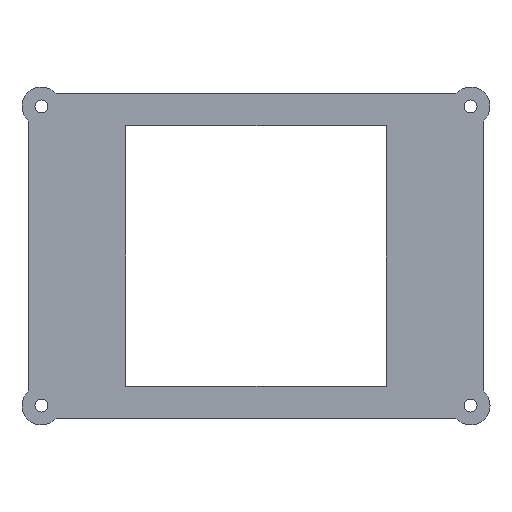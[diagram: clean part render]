
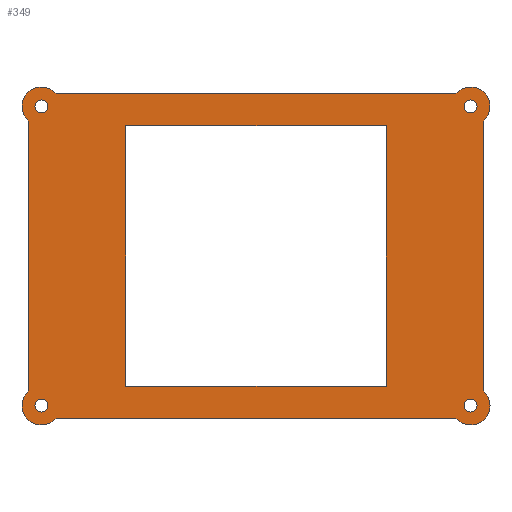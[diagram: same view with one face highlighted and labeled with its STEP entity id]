
A CAD part, front view. The second image highlights one B-rep face of the part: STEP entity #349.
In plain terms, the highlighted planar face has unit normal (0, -1, 0).
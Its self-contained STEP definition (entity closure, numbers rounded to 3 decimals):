
#19=FACE_BOUND('',#92,.T.);
#20=FACE_BOUND('',#93,.T.);
#21=FACE_BOUND('',#94,.T.);
#22=FACE_BOUND('',#95,.T.);
#23=FACE_BOUND('',#96,.T.);
#30=CIRCLE('',#359,1.);
#32=CIRCLE('',#362,1.);
#34=CIRCLE('',#365,1.);
#36=CIRCLE('',#368,1.);
#37=CIRCLE('',#370,3.);
#39=CIRCLE('',#374,3.);
#41=CIRCLE('',#378,3.);
#43=CIRCLE('',#382,3.);
#69=FACE_OUTER_BOUND('',#91,.T.);
#91=EDGE_LOOP('',(#291,#292,#293,#294,#295,#296,#297,#298));
#92=EDGE_LOOP('',(#299,#300,#301,#302));
#93=EDGE_LOOP('',(#303));
#94=EDGE_LOOP('',(#304));
#95=EDGE_LOOP('',(#305));
#96=EDGE_LOOP('',(#306));
#103=LINE('',#489,#131);
#107=LINE('',#497,#135);
#110=LINE('',#503,#138);
#113=LINE('',#508,#141);
#117=LINE('',#541,#145);
#121=LINE('',#553,#149);
#125=LINE('',#565,#153);
#129=LINE('',#576,#157);
#131=VECTOR('',#391,40.);
#135=VECTOR('',#397,40.);
#138=VECTOR('',#402,40.);
#141=VECTOR('',#407,40.);
#145=VECTOR('',#443,61.528);
#149=VECTOR('',#455,41.528);
#153=VECTOR('',#467,61.528);
#157=VECTOR('',#479,41.528);
#159=VERTEX_POINT('',#487);
#160=VERTEX_POINT('',#488);
#163=VERTEX_POINT('',#496);
#165=VERTEX_POINT('',#502);
#168=VERTEX_POINT('',#513);
#170=VERTEX_POINT('',#518);
#172=VERTEX_POINT('',#523);
#174=VERTEX_POINT('',#528);
#175=VERTEX_POINT('',#531);
#176=VERTEX_POINT('',#532);
#179=VERTEX_POINT('',#540);
#181=VERTEX_POINT('',#546);
#183=VERTEX_POINT('',#552);
#185=VERTEX_POINT('',#558);
#187=VERTEX_POINT('',#564);
#189=VERTEX_POINT('',#570);
#191=EDGE_CURVE('',#159,#160,#103,.T.);
#195=EDGE_CURVE('',#163,#159,#107,.T.);
#198=EDGE_CURVE('',#165,#163,#110,.T.);
#201=EDGE_CURVE('',#160,#165,#113,.T.);
#204=EDGE_CURVE('',#168,#168,#30,.T.);
#206=EDGE_CURVE('',#170,#170,#32,.T.);
#208=EDGE_CURVE('',#172,#172,#34,.T.);
#210=EDGE_CURVE('',#174,#174,#36,.T.);
#211=EDGE_CURVE('',#175,#176,#37,.T.);
#215=EDGE_CURVE('',#176,#179,#117,.T.);
#218=EDGE_CURVE('',#179,#181,#39,.T.);
#221=EDGE_CURVE('',#181,#183,#121,.T.);
#224=EDGE_CURVE('',#183,#185,#41,.T.);
#227=EDGE_CURVE('',#185,#187,#125,.T.);
#230=EDGE_CURVE('',#187,#189,#43,.T.);
#233=EDGE_CURVE('',#189,#175,#129,.T.);
#291=ORIENTED_EDGE('',*,*,#233,.T.);
#292=ORIENTED_EDGE('',*,*,#211,.T.);
#293=ORIENTED_EDGE('',*,*,#215,.T.);
#294=ORIENTED_EDGE('',*,*,#218,.T.);
#295=ORIENTED_EDGE('',*,*,#221,.T.);
#296=ORIENTED_EDGE('',*,*,#224,.T.);
#297=ORIENTED_EDGE('',*,*,#227,.T.);
#298=ORIENTED_EDGE('',*,*,#230,.T.);
#299=ORIENTED_EDGE('',*,*,#191,.T.);
#300=ORIENTED_EDGE('',*,*,#201,.T.);
#301=ORIENTED_EDGE('',*,*,#198,.T.);
#302=ORIENTED_EDGE('',*,*,#195,.T.);
#303=ORIENTED_EDGE('',*,*,#204,.T.);
#304=ORIENTED_EDGE('',*,*,#206,.T.);
#305=ORIENTED_EDGE('',*,*,#208,.T.);
#306=ORIENTED_EDGE('',*,*,#210,.T.);
#331=PLANE('',#385);
#349=ADVANCED_FACE('',(#69,#19,#20,#21,#22,#23),#331,.T.);
#359=AXIS2_PLACEMENT_3D('',#514,#413,#414);
#362=AXIS2_PLACEMENT_3D('',#519,#419,#420);
#365=AXIS2_PLACEMENT_3D('',#524,#425,#426);
#368=AXIS2_PLACEMENT_3D('',#529,#431,#432);
#370=AXIS2_PLACEMENT_3D('',#533,#435,#436);
#374=AXIS2_PLACEMENT_3D('',#547,#448,#449);
#378=AXIS2_PLACEMENT_3D('',#559,#460,#461);
#382=AXIS2_PLACEMENT_3D('',#571,#472,#473);
#385=AXIS2_PLACEMENT_3D('',#578,#481,#482);
#391=DIRECTION('',(0.,0.,1.));
#397=DIRECTION('',(-1.,0.,0.));
#402=DIRECTION('',(0.,0.,-1.));
#407=DIRECTION('',(1.,0.,0.));
#413=DIRECTION('center_axis',(0.,1.,0.));
#414=DIRECTION('ref_axis',(1.,0.,0.));
#419=DIRECTION('center_axis',(0.,1.,0.));
#420=DIRECTION('ref_axis',(1.,0.,0.));
#425=DIRECTION('center_axis',(0.,1.,0.));
#426=DIRECTION('ref_axis',(1.,0.,0.));
#431=DIRECTION('center_axis',(0.,1.,0.));
#432=DIRECTION('ref_axis',(1.,0.,0.));
#435=DIRECTION('center_axis',(0.,-1.,0.));
#436=DIRECTION('ref_axis',(0.745,0.,-0.667));
#443=DIRECTION('',(-1.,0.,0.));
#448=DIRECTION('center_axis',(0.,-1.,0.));
#449=DIRECTION('ref_axis',(0.667,0.,0.745));
#455=DIRECTION('',(0.,0.,-1.));
#460=DIRECTION('center_axis',(0.,-1.,0.));
#461=DIRECTION('ref_axis',(-0.745,0.,0.667));
#467=DIRECTION('',(1.,0.,0.));
#472=DIRECTION('center_axis',(0.,-1.,0.));
#473=DIRECTION('ref_axis',(-0.667,0.,-0.745));
#479=DIRECTION('',(0.,0.,1.));
#481=DIRECTION('center_axis',(0.,-1.,0.));
#482=DIRECTION('ref_axis',(0.,0.,-1.));
#487=CARTESIAN_POINT('',(-55.,0.,-45.));
#488=CARTESIAN_POINT('',(-55.,0.,-5.));
#489=CARTESIAN_POINT('',(-55.,0.,-35.));
#496=CARTESIAN_POINT('',(-15.,0.,-45.));
#497=CARTESIAN_POINT('',(-25.,0.,-45.));
#502=CARTESIAN_POINT('',(-15.,0.,-5.));
#503=CARTESIAN_POINT('',(-15.,0.,-15.));
#508=CARTESIAN_POINT('',(-45.,0.,-5.));
#513=CARTESIAN_POINT('',(-3.,0.,-48.));
#514=CARTESIAN_POINT('Origin',(-2.,0.,-48.));
#518=CARTESIAN_POINT('',(-3.,0.,-2.));
#519=CARTESIAN_POINT('Origin',(-2.,0.,-2.));
#523=CARTESIAN_POINT('',(-69.,0.,-48.));
#524=CARTESIAN_POINT('Origin',(-68.,0.,-48.));
#528=CARTESIAN_POINT('',(-69.,0.,-2.));
#529=CARTESIAN_POINT('Origin',(-68.,0.,-2.));
#531=CARTESIAN_POINT('',(0.,0.,-4.236));
#532=CARTESIAN_POINT('',(-4.236,0.,0.));
#533=CARTESIAN_POINT('Origin',(-2.,0.,-2.));
#540=CARTESIAN_POINT('',(-65.764,0.,0.));
#541=CARTESIAN_POINT('',(-4.236,0.,0.));
#546=CARTESIAN_POINT('',(-70.,0.,-4.236));
#547=CARTESIAN_POINT('Origin',(-68.,0.,-2.));
#552=CARTESIAN_POINT('',(-70.,0.,-45.764));
#553=CARTESIAN_POINT('',(-70.,0.,-4.236));
#558=CARTESIAN_POINT('',(-65.764,0.,-50.));
#559=CARTESIAN_POINT('Origin',(-68.,0.,-48.));
#564=CARTESIAN_POINT('',(-4.236,0.,-50.));
#565=CARTESIAN_POINT('',(-65.764,0.,-50.));
#570=CARTESIAN_POINT('',(0.,0.,-45.764));
#571=CARTESIAN_POINT('Origin',(-2.,0.,-48.));
#576=CARTESIAN_POINT('',(0.,0.,-45.764));
#578=CARTESIAN_POINT('Origin',(-35.,0.,-25.));
